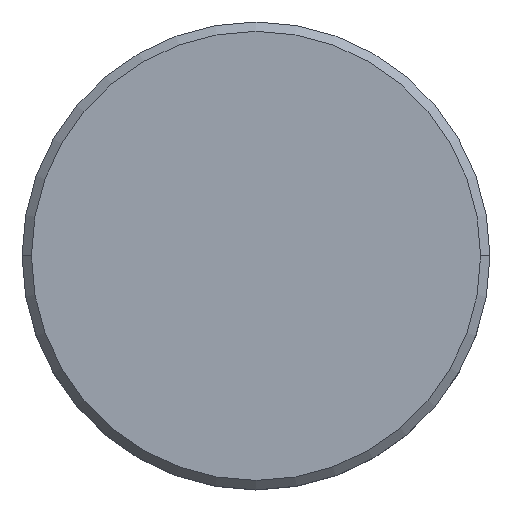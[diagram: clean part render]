
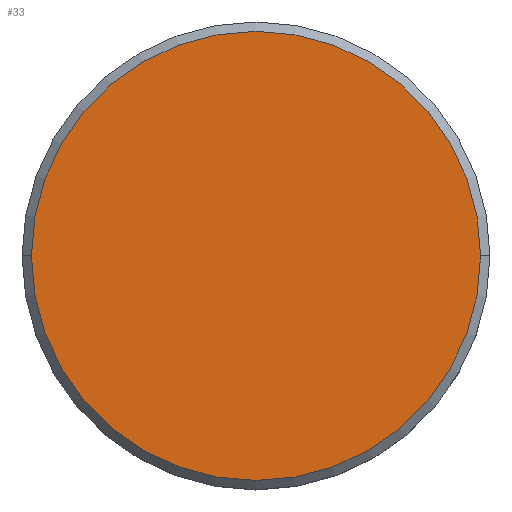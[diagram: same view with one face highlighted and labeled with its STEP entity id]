
A CAD part, top view. The second image highlights one B-rep face of the part: STEP entity #33.
In plain terms, the highlighted planar face has unit normal (0, 0, 1).
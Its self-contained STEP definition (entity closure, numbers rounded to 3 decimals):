
#33 = ADVANCED_FACE ( 'NONE', ( #253 ), #535, .T. ) ;
#38 = ORIENTED_EDGE ( 'NONE', *, *, #627, .T. ) ;
#137 = EDGE_LOOP ( 'NONE', ( #38, #1147 ) ) ;
#143 = CIRCLE ( 'NONE', #330, 12. ) ;
#155 = DIRECTION ( 'NONE',  ( 0., 0., 1. ) ) ;
#180 = AXIS2_PLACEMENT_3D ( 'NONE', #972, #155, #514 ) ;
#208 = CARTESIAN_POINT ( 'NONE',  ( -12., 0., 0. ) ) ;
#253 = FACE_OUTER_BOUND ( 'NONE', #137, .T. ) ;
#277 = VERTEX_POINT ( 'NONE', #544 ) ;
#330 = AXIS2_PLACEMENT_3D ( 'NONE', #1046, #336, #1146 ) ;
#336 = DIRECTION ( 'NONE',  ( 0., 0., 1. ) ) ;
#349 = CARTESIAN_POINT ( 'NONE',  ( 0., 0., 0. ) ) ;
#514 = DIRECTION ( 'NONE',  ( 1., 0., 0. ) ) ;
#535 = PLANE ( 'NONE',  #1170 ) ;
#544 = CARTESIAN_POINT ( 'NONE',  ( 12., 0., 0. ) ) ;
#604 = EDGE_CURVE ( 'NONE', #277, #979, #143, .T. ) ;
#627 = EDGE_CURVE ( 'NONE', #979, #277, #785, .T. ) ;
#714 = DIRECTION ( 'NONE',  ( 1., 0., 0. ) ) ;
#785 = CIRCLE ( 'NONE', #180, 12. ) ;
#972 = CARTESIAN_POINT ( 'NONE',  ( 0., 0., 0. ) ) ;
#979 = VERTEX_POINT ( 'NONE', #208 ) ;
#991 = DIRECTION ( 'NONE',  ( 0., 0., 1. ) ) ;
#1046 = CARTESIAN_POINT ( 'NONE',  ( 0., 0., 0. ) ) ;
#1146 = DIRECTION ( 'NONE',  ( 1., 0., 0. ) ) ;
#1147 = ORIENTED_EDGE ( 'NONE', *, *, #604, .T. ) ;
#1170 = AXIS2_PLACEMENT_3D ( 'NONE', #349, #991, #714 ) ;
